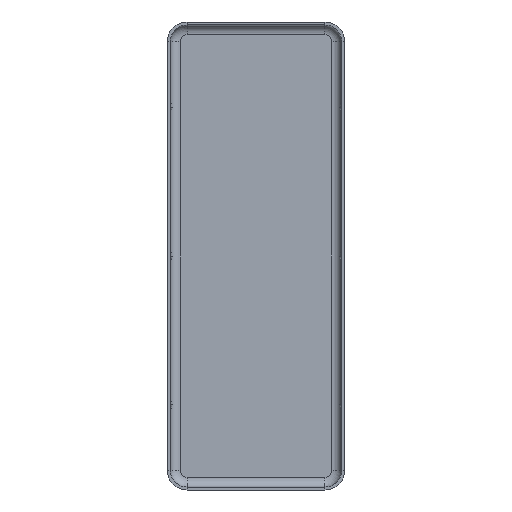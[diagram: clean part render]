
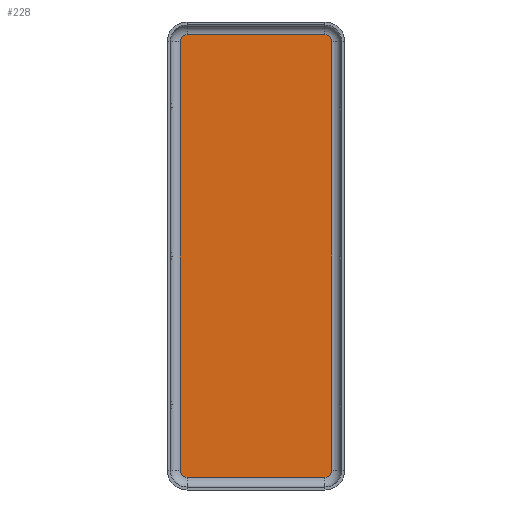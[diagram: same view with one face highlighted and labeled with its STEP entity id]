
A CAD part, front view. The second image highlights one B-rep face of the part: STEP entity #228.
In plain terms, the highlighted planar face has unit normal (0, -1, 0).
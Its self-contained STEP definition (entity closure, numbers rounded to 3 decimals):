
#14 = AXIS2_PLACEMENT_3D ( 'NONE', #1448, #1440, #572 ) ;
#104 = VERTEX_POINT ( 'NONE', #1081 ) ;
#120 = VECTOR ( 'NONE', #242, 1000. ) ;
#122 = ORIENTED_EDGE ( 'NONE', *, *, #500, .T. ) ;
#176 = CARTESIAN_POINT ( 'NONE',  ( 6.95, 0., -22.3 ) ) ;
#217 = DIRECTION ( 'NONE',  ( -1., 0., 0. ) ) ;
#228 = ADVANCED_FACE ( 'NONE', ( #1091 ), #1384, .T. ) ;
#242 = DIRECTION ( 'NONE',  ( -1., 0., 0. ) ) ;
#261 = VECTOR ( 'NONE', #217, 1000. ) ;
#266 = AXIS2_PLACEMENT_3D ( 'NONE', #1268, #965, #393 ) ;
#287 = VERTEX_POINT ( 'NONE', #176 ) ;
#315 = ORIENTED_EDGE ( 'NONE', *, *, #557, .F. ) ;
#316 = EDGE_CURVE ( 'NONE', #765, #464, #1394, .T. ) ;
#320 = CARTESIAN_POINT ( 'NONE',  ( -6.95, 0., -22.3 ) ) ;
#393 = DIRECTION ( 'NONE',  ( 0., 0., 1. ) ) ;
#464 = VERTEX_POINT ( 'NONE', #1254 ) ;
#500 = EDGE_CURVE ( 'NONE', #104, #1152, #1826, .T. ) ;
#537 = EDGE_CURVE ( 'NONE', #287, #1128, #688, .T. ) ;
#557 = EDGE_CURVE ( 'NONE', #1366, #287, #638, .T. ) ;
#567 = EDGE_CURVE ( 'NONE', #1152, #1128, #1117, .T. ) ;
#572 = DIRECTION ( 'NONE',  ( 0., 0., -1. ) ) ;
#574 = EDGE_CURVE ( 'NONE', #104, #1675, #958, .T. ) ;
#608 = ORIENTED_EDGE ( 'NONE', *, *, #567, .T. ) ;
#638 = CIRCLE ( 'NONE', #266, 0.7 ) ;
#680 = CARTESIAN_POINT ( 'NONE',  ( -6.95, 0., 21.6 ) ) ;
#688 = LINE ( 'NONE', #1074, #261 ) ;
#736 = CARTESIAN_POINT ( 'NONE',  ( 7.65, 0., 0. ) ) ;
#765 = VERTEX_POINT ( 'NONE', #1241 ) ;
#828 = DIRECTION ( 'NONE',  ( 0., 1., 0. ) ) ;
#829 = ORIENTED_EDGE ( 'NONE', *, *, #1092, .F. ) ;
#903 = ORIENTED_EDGE ( 'NONE', *, *, #1749, .T. ) ;
#925 = CARTESIAN_POINT ( 'NONE',  ( 7.65, 0., -21.6 ) ) ;
#958 = CIRCLE ( 'NONE', #1773, 0.7 ) ;
#965 = DIRECTION ( 'NONE',  ( 0., 1., 0. ) ) ;
#973 = CARTESIAN_POINT ( 'NONE',  ( -6.95, 0., -21.6 ) ) ;
#1035 = CARTESIAN_POINT ( 'NONE',  ( 6.95, 0., -21.6 ) ) ;
#1074 = CARTESIAN_POINT ( 'NONE',  ( 6.95, 0., -22.3 ) ) ;
#1079 = AXIS2_PLACEMENT_3D ( 'NONE', #1035, #1748, #1334 ) ;
#1081 = CARTESIAN_POINT ( 'NONE',  ( -7.65, 0., 21.6 ) ) ;
#1091 = FACE_OUTER_BOUND ( 'NONE', #1409, .T. ) ;
#1092 = EDGE_CURVE ( 'NONE', #765, #1366, #1633, .T. ) ;
#1107 = DIRECTION ( 'NONE',  ( 0., 0., 1. ) ) ;
#1115 = DIRECTION ( 'NONE',  ( 0., -1., 0. ) ) ;
#1117 = CIRCLE ( 'NONE', #1740, 0.7 ) ;
#1121 = CARTESIAN_POINT ( 'NONE',  ( -7.65, 0., -21.6 ) ) ;
#1128 = VERTEX_POINT ( 'NONE', #320 ) ;
#1152 = VERTEX_POINT ( 'NONE', #1121 ) ;
#1241 = CARTESIAN_POINT ( 'NONE',  ( 7.65, 0., 21.6 ) ) ;
#1254 = CARTESIAN_POINT ( 'NONE',  ( 6.95, 0., 22.3 ) ) ;
#1268 = CARTESIAN_POINT ( 'NONE',  ( 6.95, 0., -21.6 ) ) ;
#1271 = LINE ( 'NONE', #1308, #120 ) ;
#1303 = DIRECTION ( 'NONE',  ( 0., 0., -1. ) ) ;
#1308 = CARTESIAN_POINT ( 'NONE',  ( 6.95, 0., 22.3 ) ) ;
#1334 = DIRECTION ( 'NONE',  ( 0., 0., -1. ) ) ;
#1366 = VERTEX_POINT ( 'NONE', #925 ) ;
#1384 = PLANE ( 'NONE',  #1079 ) ;
#1394 = CIRCLE ( 'NONE', #14, 0.7 ) ;
#1398 = DIRECTION ( 'NONE',  ( 0., 0., -1. ) ) ;
#1409 = EDGE_LOOP ( 'NONE', ( #1648, #315, #829, #1665, #903, #1728, #122, #608 ) ) ;
#1437 = CARTESIAN_POINT ( 'NONE',  ( -6.95, 0., 22.3 ) ) ;
#1440 = DIRECTION ( 'NONE',  ( 0., -1., 0. ) ) ;
#1448 = CARTESIAN_POINT ( 'NONE',  ( 6.95, 0., 21.6 ) ) ;
#1452 = VECTOR ( 'NONE', #1303, 1000. ) ;
#1633 = LINE ( 'NONE', #736, #1452 ) ;
#1648 = ORIENTED_EDGE ( 'NONE', *, *, #537, .F. ) ;
#1665 = ORIENTED_EDGE ( 'NONE', *, *, #316, .T. ) ;
#1675 = VERTEX_POINT ( 'NONE', #1437 ) ;
#1728 = ORIENTED_EDGE ( 'NONE', *, *, #574, .F. ) ;
#1740 = AXIS2_PLACEMENT_3D ( 'NONE', #973, #1115, #1107 ) ;
#1748 = DIRECTION ( 'NONE',  ( 0., -1., 0. ) ) ;
#1749 = EDGE_CURVE ( 'NONE', #464, #1675, #1271, .T. ) ;
#1773 = AXIS2_PLACEMENT_3D ( 'NONE', #680, #828, #1822 ) ;
#1783 = VECTOR ( 'NONE', #1398, 1000. ) ;
#1803 = CARTESIAN_POINT ( 'NONE',  ( -7.65, 0., 0. ) ) ;
#1822 = DIRECTION ( 'NONE',  ( 0., 0., -1. ) ) ;
#1826 = LINE ( 'NONE', #1803, #1783 ) ;
